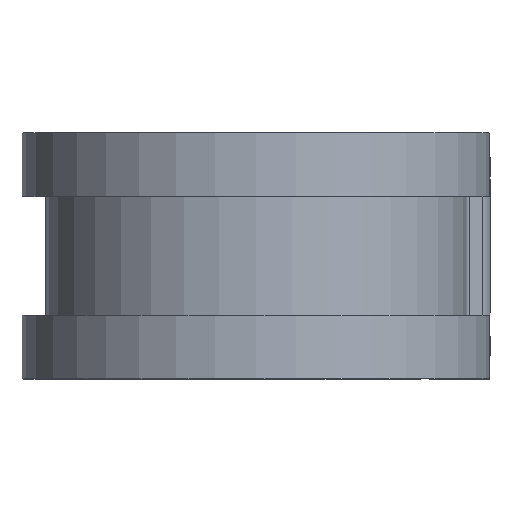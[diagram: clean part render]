
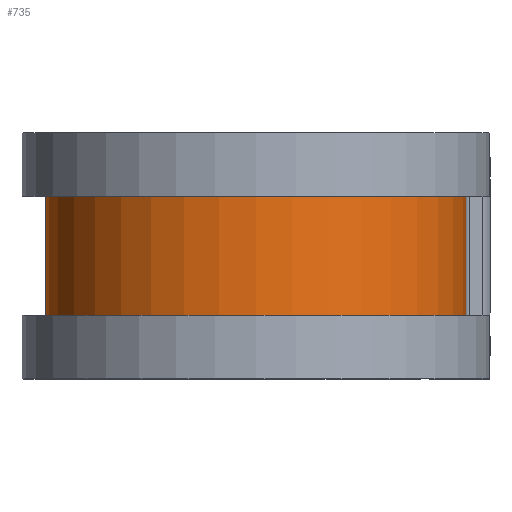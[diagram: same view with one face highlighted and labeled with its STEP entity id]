
A CAD part, top view. The second image highlights one B-rep face of the part: STEP entity #735.
In plain terms, the highlighted cylindrical face has radius 13.449 mm (diameter 26.899 mm), a partial arc.
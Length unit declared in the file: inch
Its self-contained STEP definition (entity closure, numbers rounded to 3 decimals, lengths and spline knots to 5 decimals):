
#90 = LINE ( 'NONE', #1132, #813 ) ;
#143 = ORIENTED_EDGE ( 'NONE', *, *, #1202, .F. ) ;
#183 = VERTEX_POINT ( 'NONE', #1713 ) ;
#245 = CARTESIAN_POINT ( 'NONE',  ( 0.5295, 0.15, 0. ) ) ;
#247 = CYLINDRICAL_SURFACE ( 'NONE', #1176, 0.5295 ) ;
#251 = CARTESIAN_POINT ( 'NONE',  ( 0., -0.15, 0. ) ) ;
#268 = EDGE_CURVE ( 'NONE', #1167, #183, #827, .T. ) ;
#270 = CIRCLE ( 'NONE', #422, 0.5295 ) ;
#392 = DIRECTION ( 'NONE',  ( 0., 0., -1. ) ) ;
#422 = AXIS2_PLACEMENT_3D ( 'NONE', #1352, #541, #1480 ) ;
#474 = LINE ( 'NONE', #792, #1284 ) ;
#486 = ORIENTED_EDGE ( 'NONE', *, *, #926, .T. ) ;
#532 = DIRECTION ( 'NONE',  ( 0., -1., 0. ) ) ;
#541 = DIRECTION ( 'NONE',  ( 0., -1., 0. ) ) ;
#625 = CARTESIAN_POINT ( 'NONE',  ( 0., 0.25, 0. ) ) ;
#639 = ORIENTED_EDGE ( 'NONE', *, *, #268, .F. ) ;
#735 = ADVANCED_FACE ( 'NONE', ( #1685 ), #247, .T. ) ;
#764 = DIRECTION ( 'NONE',  ( 0., -1., 0. ) ) ;
#792 = CARTESIAN_POINT ( 'NONE',  ( 0.5295, 0.25, 0. ) ) ;
#813 = VECTOR ( 'NONE', #1272, 39.37008 ) ;
#827 = CIRCLE ( 'NONE', #1701, 0.5295 ) ;
#851 = VERTEX_POINT ( 'NONE', #245 ) ;
#926 = EDGE_CURVE ( 'NONE', #851, #1320, #270, .T. ) ;
#1062 = CARTESIAN_POINT ( 'NONE',  ( 0.5295, -0.15, 0. ) ) ;
#1128 = ORIENTED_EDGE ( 'NONE', *, *, #1454, .T. ) ;
#1132 = CARTESIAN_POINT ( 'NONE',  ( 0., 0.25, -0.5295 ) ) ;
#1167 = VERTEX_POINT ( 'NONE', #1062 ) ;
#1176 = AXIS2_PLACEMENT_3D ( 'NONE', #625, #764, #1710 ) ;
#1191 = DIRECTION ( 'NONE',  ( 0., -1., 0. ) ) ;
#1202 = EDGE_CURVE ( 'NONE', #851, #1167, #474, .T. ) ;
#1272 = DIRECTION ( 'NONE',  ( 0., -1., 0. ) ) ;
#1284 = VECTOR ( 'NONE', #532, 39.37008 ) ;
#1320 = VERTEX_POINT ( 'NONE', #1376 ) ;
#1352 = CARTESIAN_POINT ( 'NONE',  ( 0., 0.15, 0. ) ) ;
#1357 = EDGE_LOOP ( 'NONE', ( #143, #486, #1128, #639 ) ) ;
#1376 = CARTESIAN_POINT ( 'NONE',  ( 0., 0.15, -0.5295 ) ) ;
#1454 = EDGE_CURVE ( 'NONE', #1320, #183, #90, .T. ) ;
#1480 = DIRECTION ( 'NONE',  ( 0., 0., -1. ) ) ;
#1685 = FACE_OUTER_BOUND ( 'NONE', #1357, .T. ) ;
#1701 = AXIS2_PLACEMENT_3D ( 'NONE', #251, #1191, #392 ) ;
#1710 = DIRECTION ( 'NONE',  ( 0., 0., -1. ) ) ;
#1713 = CARTESIAN_POINT ( 'NONE',  ( 0., -0.15, -0.5295 ) ) ;
